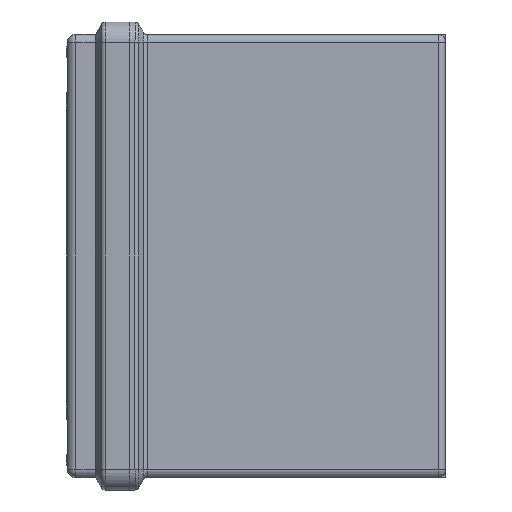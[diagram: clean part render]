
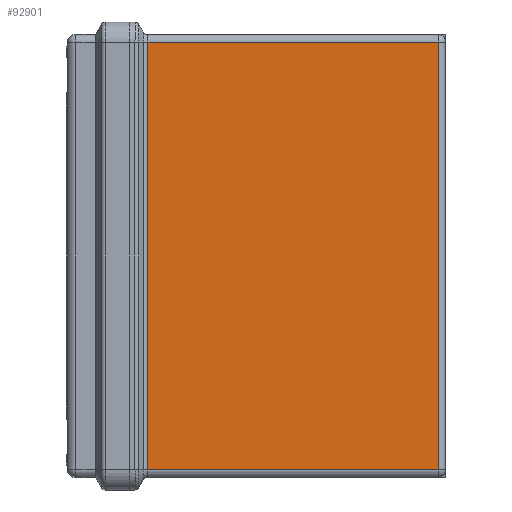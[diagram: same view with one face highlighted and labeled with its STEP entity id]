
A CAD part, left-side view. The second image highlights one B-rep face of the part: STEP entity #92901.
In plain terms, the highlighted planar face has unit normal (-1, 0, 0).
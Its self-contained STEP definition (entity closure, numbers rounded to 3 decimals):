
#2702 = PLANE ( 'NONE',  #76991 ) ;
#2710 = CARTESIAN_POINT ( 'NONE',  ( -53.2, -75.8, -53.2 ) ) ;
#2743 = DIRECTION ( 'NONE',  ( -1., 0., 0. ) ) ;
#2775 = DIRECTION ( 'NONE',  ( 0., 0., 1. ) ) ;
#4424 = FACE_OUTER_BOUND ( 'NONE', #36887, .T. ) ;
#7362 = CARTESIAN_POINT ( 'NONE',  ( -53.2, -74.3, -51.4 ) ) ;
#7370 = CARTESIAN_POINT ( 'NONE',  ( -53.2, -74.3, 51.4 ) ) ;
#7390 = CARTESIAN_POINT ( 'NONE',  ( -53.2, -4.172, 51.4 ) ) ;
#9969 = CARTESIAN_POINT ( 'NONE',  ( -53.2, -75.8, -51.4 ) ) ;
#10023 = DIRECTION ( 'NONE',  ( 0., -1., 0. ) ) ;
#17749 = ORIENTED_EDGE ( 'NONE', *, *, #52359, .T. ) ;
#17765 = ORIENTED_EDGE ( 'NONE', *, *, #52284, .T. ) ;
#17798 = ORIENTED_EDGE ( 'NONE', *, *, #56043, .T. ) ;
#17848 = ORIENTED_EDGE ( 'NONE', *, *, #52349, .T. ) ;
#25435 = CARTESIAN_POINT ( 'NONE',  ( -53.2, -4.172, -53.2 ) ) ;
#25469 = DIRECTION ( 'NONE',  ( 0., 0., -1. ) ) ;
#25592 = CARTESIAN_POINT ( 'NONE',  ( -53.2, -75.8, 51.4 ) ) ;
#25602 = CARTESIAN_POINT ( 'NONE',  ( -53.2, -74.3, -53.2 ) ) ;
#25613 = DIRECTION ( 'NONE',  ( 0., 0., 1. ) ) ;
#25632 = DIRECTION ( 'NONE',  ( 0., 1., 0. ) ) ;
#36887 = EDGE_LOOP ( 'NONE', ( #17798, #17848, #17749, #17765 ) ) ;
#52284 = EDGE_CURVE ( 'NONE', #86921, #90933, #100301, .T. ) ;
#52349 = EDGE_CURVE ( 'NONE', #86909, #86948, #100361, .T. ) ;
#52359 = EDGE_CURVE ( 'NONE', #86948, #86921, #100337, .T. ) ;
#54848 = CARTESIAN_POINT ( 'NONE',  ( -53.2, -4.172, -51.4 ) ) ;
#56043 = EDGE_CURVE ( 'NONE', #90933, #86909, #104313, .T. ) ;
#76991 = AXIS2_PLACEMENT_3D ( 'NONE', #2710, #2743, #2775 ) ;
#86909 = VERTEX_POINT ( 'NONE', #7362 ) ;
#86921 = VERTEX_POINT ( 'NONE', #7390 ) ;
#86948 = VERTEX_POINT ( 'NONE', #7370 ) ;
#90933 = VERTEX_POINT ( 'NONE', #54848 ) ;
#92901 = ADVANCED_FACE ( 'NONE', ( #4424 ), #2702, .T. ) ;
#100301 = LINE ( 'NONE', #25435, #100302 ) ;
#100302 = VECTOR ( 'NONE', #25469, 1000. ) ;
#100337 = LINE ( 'NONE', #25592, #100347 ) ;
#100347 = VECTOR ( 'NONE', #25632, 1000. ) ;
#100348 = VECTOR ( 'NONE', #25613, 1000. ) ;
#100361 = LINE ( 'NONE', #25602, #100348 ) ;
#104313 = LINE ( 'NONE', #9969, #104328 ) ;
#104328 = VECTOR ( 'NONE', #10023, 1000. ) ;
